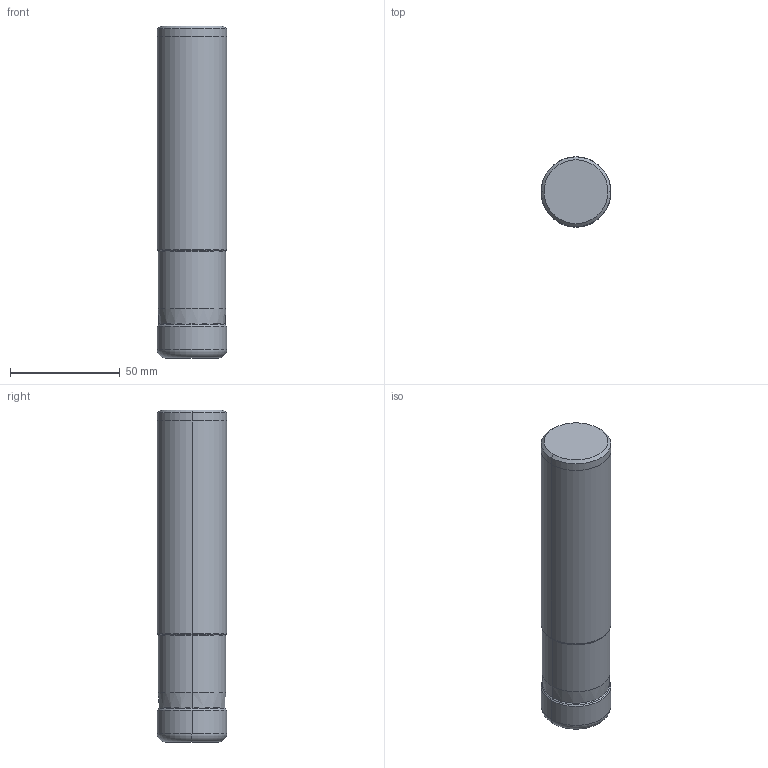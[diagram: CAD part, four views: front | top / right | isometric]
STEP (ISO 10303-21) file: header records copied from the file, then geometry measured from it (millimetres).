
FILE_DESCRIPTION(/* description */ (''),/* implementation_level */ '2;1');
FILE_NAME(/* name */ 'BXD4000R202SA20SB_IR0_157.stp',/* time_stamp */ '2023-03-06T12:41:38+09:00',/* author */ (''),/* organization */ (''),/* preprocessor_version */ 'ST-DEVELOPER v16',/* originating_system */ 'SIEMENS PLM Software NX 10.0',/* authorisation */ '');
FILE_SCHEMA (('AUTOMOTIVE_DESIGN { 1 0 10303 214 3 1 1 1 }'));
Length unit declared in the file: millimetre
Products named in the file (1): BXD4000R202SA20SB_IR0_157_ASM_2_ASM
Bounding box: 31.75 x 31.75 x 150.92 mm (x, y, z)
Volume: 125193.4 mm3; surface area: 19326.5 mm2
Topology: 2 solids, 2 shells, 54 faces, 123 edges, 91 vertices
Faces by surface type: cone 32, torus 8, cylinder 8, plane 6
Entity records: 1635 total; most frequent: DIRECTION 317, CARTESIAN_POINT 246, ORIENTED_EDGE 216, AXIS2_PLACEMENT_3D 132, EDGE_CURVE 108, CIRCLE 70, VERTEX_POINT 60, EDGE_LOOP 58
